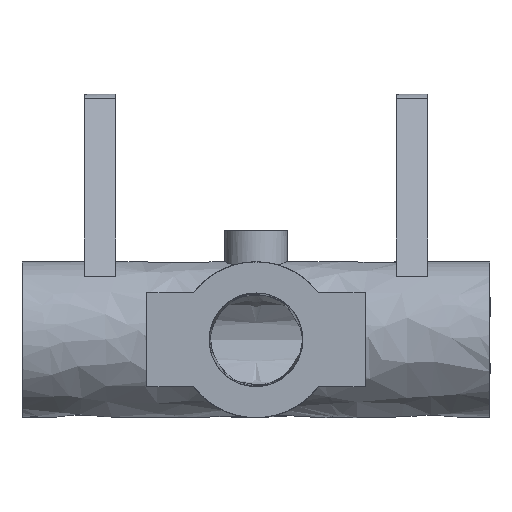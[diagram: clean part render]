
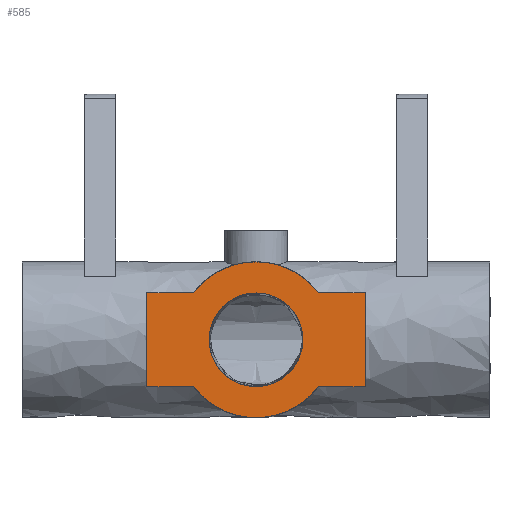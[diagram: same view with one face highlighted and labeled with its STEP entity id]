
A CAD part, front view. The second image highlights one B-rep face of the part: STEP entity #585.
In plain terms, the highlighted free-form (B-spline) face has degree [1, 1] with [2, 2] control points.
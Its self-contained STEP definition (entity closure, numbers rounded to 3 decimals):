
#585 = ADVANCED_FACE('',(#586,#654),#668,.T.);
#586 = FACE_BOUND('',#587,.T.);
#587 = EDGE_LOOP('',(#588,#598,#605,#612,#619,#627,#634,#641,#648));
#588 = ORIENTED_EDGE('',*,*,#589,.T.);
#589 = EDGE_CURVE('',#590,#592,#594,.T.);
#590 = VERTEX_POINT('',#591);
#591 = CARTESIAN_POINT('',(0.,-115.571,
    28.893));
#592 = VERTEX_POINT('',#593);
#593 = CARTESIAN_POINT('',(-23.114,-115.571,17.336
    ));
#594 = ( BOUNDED_CURVE() B_SPLINE_CURVE(2,(#595,#596,#597),
.UNSPECIFIED.,.F.,.F.) B_SPLINE_CURVE_WITH_KNOTS((3,3),(0.,
0.927),.PIECEWISE_BEZIER_KNOTS.) CURVE() 
GEOMETRIC_REPRESENTATION_ITEM() RATIONAL_B_SPLINE_CURVE((1.,0.894,
1.)) REPRESENTATION_ITEM('') );
#595 = CARTESIAN_POINT('',(0.,-115.571,
    28.893));
#596 = CARTESIAN_POINT('',(-14.446,-115.571,
    28.893));
#597 = CARTESIAN_POINT('',(-23.114,-115.571,17.336
    ));
#598 = ORIENTED_EDGE('',*,*,#599,.T.);
#599 = EDGE_CURVE('',#592,#600,#602,.T.);
#600 = VERTEX_POINT('',#601);
#601 = CARTESIAN_POINT('',(-40.45,-115.571,
    17.336));
#602 = B_SPLINE_CURVE_WITH_KNOTS('',1,(#603,#604),.UNSPECIFIED.,.F.,.F.,
  (2,2),(0.,15.),.PIECEWISE_BEZIER_KNOTS.);
#603 = CARTESIAN_POINT('',(-23.114,-115.571,17.336
    ));
#604 = CARTESIAN_POINT('',(-40.45,-115.571,
    17.336));
#605 = ORIENTED_EDGE('',*,*,#606,.T.);
#606 = EDGE_CURVE('',#600,#607,#609,.T.);
#607 = VERTEX_POINT('',#608);
#608 = CARTESIAN_POINT('',(-40.45,-115.571,
    -17.336));
#609 = B_SPLINE_CURVE_WITH_KNOTS('',1,(#610,#611),.UNSPECIFIED.,.F.,.F.,
  (2,2),(0.,30.),.PIECEWISE_BEZIER_KNOTS.);
#610 = CARTESIAN_POINT('',(-40.45,-115.571,
    17.336));
#611 = CARTESIAN_POINT('',(-40.45,-115.571,
    -17.336));
#612 = ORIENTED_EDGE('',*,*,#613,.T.);
#613 = EDGE_CURVE('',#607,#614,#616,.T.);
#614 = VERTEX_POINT('',#615);
#615 = CARTESIAN_POINT('',(-23.114,-115.571,-17.336
    ));
#616 = B_SPLINE_CURVE_WITH_KNOTS('',1,(#617,#618),.UNSPECIFIED.,.F.,.F.,
  (2,2),(0.,15.),.PIECEWISE_BEZIER_KNOTS.);
#617 = CARTESIAN_POINT('',(-40.45,-115.571,
    -17.336));
#618 = CARTESIAN_POINT('',(-23.114,-115.571,-17.336
    ));
#619 = ORIENTED_EDGE('',*,*,#620,.T.);
#620 = EDGE_CURVE('',#614,#621,#623,.T.);
#621 = VERTEX_POINT('',#622);
#622 = CARTESIAN_POINT('',(23.114,-115.571,
    -17.336));
#623 = ( BOUNDED_CURVE() B_SPLINE_CURVE(2,(#624,#625,#626),
.UNSPECIFIED.,.F.,.F.) B_SPLINE_CURVE_WITH_KNOTS((3,3),(2.214,
4.069),.PIECEWISE_BEZIER_KNOTS.) CURVE() 
GEOMETRIC_REPRESENTATION_ITEM() RATIONAL_B_SPLINE_CURVE((1.,0.6,1.)) 
REPRESENTATION_ITEM('') );
#624 = CARTESIAN_POINT('',(-23.114,-115.571,-17.336
    ));
#625 = CARTESIAN_POINT('',(0.,-115.571,
    -48.155));
#626 = CARTESIAN_POINT('',(23.114,-115.571,
    -17.336));
#627 = ORIENTED_EDGE('',*,*,#628,.T.);
#628 = EDGE_CURVE('',#621,#629,#631,.T.);
#629 = VERTEX_POINT('',#630);
#630 = CARTESIAN_POINT('',(40.45,-115.571,
    -17.336));
#631 = B_SPLINE_CURVE_WITH_KNOTS('',1,(#632,#633),.UNSPECIFIED.,.F.,.F.,
  (2,2),(0.,15.),.PIECEWISE_BEZIER_KNOTS.);
#632 = CARTESIAN_POINT('',(23.114,-115.571,
    -17.336));
#633 = CARTESIAN_POINT('',(40.45,-115.571,
    -17.336));
#634 = ORIENTED_EDGE('',*,*,#635,.T.);
#635 = EDGE_CURVE('',#629,#636,#638,.T.);
#636 = VERTEX_POINT('',#637);
#637 = CARTESIAN_POINT('',(40.45,-115.571,
    17.336));
#638 = B_SPLINE_CURVE_WITH_KNOTS('',1,(#639,#640),.UNSPECIFIED.,.F.,.F.,
  (2,2),(0.,30.),.PIECEWISE_BEZIER_KNOTS.);
#639 = CARTESIAN_POINT('',(40.45,-115.571,
    -17.336));
#640 = CARTESIAN_POINT('',(40.45,-115.571,
    17.336));
#641 = ORIENTED_EDGE('',*,*,#642,.T.);
#642 = EDGE_CURVE('',#636,#643,#645,.T.);
#643 = VERTEX_POINT('',#644);
#644 = CARTESIAN_POINT('',(23.114,-115.571,
    17.336));
#645 = B_SPLINE_CURVE_WITH_KNOTS('',1,(#646,#647),.UNSPECIFIED.,.F.,.F.,
  (2,2),(0.,15.),.PIECEWISE_BEZIER_KNOTS.);
#646 = CARTESIAN_POINT('',(40.45,-115.571,
    17.336));
#647 = CARTESIAN_POINT('',(23.114,-115.571,
    17.336));
#648 = ORIENTED_EDGE('',*,*,#649,.T.);
#649 = EDGE_CURVE('',#643,#590,#650,.T.);
#650 = ( BOUNDED_CURVE() B_SPLINE_CURVE(2,(#651,#652,#653),
.UNSPECIFIED.,.F.,.F.) B_SPLINE_CURVE_WITH_KNOTS((3,3),(5.356,
6.283),.PIECEWISE_BEZIER_KNOTS.) CURVE() 
GEOMETRIC_REPRESENTATION_ITEM() RATIONAL_B_SPLINE_CURVE((1.,0.894,
1.)) REPRESENTATION_ITEM('') );
#651 = CARTESIAN_POINT('',(23.114,-115.571,
    17.336));
#652 = CARTESIAN_POINT('',(14.446,-115.571,
    28.893));
#653 = CARTESIAN_POINT('',(0.,-115.571,
    28.893));
#654 = FACE_BOUND('',#655,.T.);
#655 = EDGE_LOOP('',(#656));
#656 = ORIENTED_EDGE('',*,*,#657,.T.);
#657 = EDGE_CURVE('',#658,#658,#660,.T.);
#658 = VERTEX_POINT('',#659);
#659 = CARTESIAN_POINT('',(17.336,-115.571,
    0.));
#660 = ( BOUNDED_CURVE() B_SPLINE_CURVE(2,(#661,#662,#663,#664,#665,#666
,#667),.UNSPECIFIED.,.T.,.F.) B_SPLINE_CURVE_WITH_KNOTS((1,2,2,2,2,1),(
    -2.094,0.,2.094,4.189,6.283,
8.378),.UNSPECIFIED.) CURVE() GEOMETRIC_REPRESENTATION_ITEM() 
RATIONAL_B_SPLINE_CURVE((1.,0.5,1.,0.5,1.,0.5,1.)) REPRESENTATION_ITEM(
  '') );
#661 = CARTESIAN_POINT('',(17.336,-115.571,
    0.));
#662 = CARTESIAN_POINT('',(17.336,-115.571,
    -30.026));
#663 = CARTESIAN_POINT('',(-8.668,-115.571,
    -15.013));
#664 = CARTESIAN_POINT('',(-34.671,-115.571,
    0.));
#665 = CARTESIAN_POINT('',(-8.668,-115.571,
    15.013));
#666 = CARTESIAN_POINT('',(17.336,-115.571,
    30.026));
#667 = CARTESIAN_POINT('',(17.336,-115.571,
    0.));
#668 = B_SPLINE_SURFACE_WITH_KNOTS('',1,1,(
    (#669,#670)
    ,(#671,#672
    )),.UNSPECIFIED.,.F.,.F.,.F.,(2,2),(2,2),(-25.,25.),(-35.,35.),
  .PIECEWISE_BEZIER_KNOTS.);
#669 = CARTESIAN_POINT('',(-40.45,-115.571,
    28.893));
#670 = CARTESIAN_POINT('',(40.45,-115.571,
    28.893));
#671 = CARTESIAN_POINT('',(-40.45,-115.571,
    -28.893));
#672 = CARTESIAN_POINT('',(40.45,-115.571,
    -28.893));
